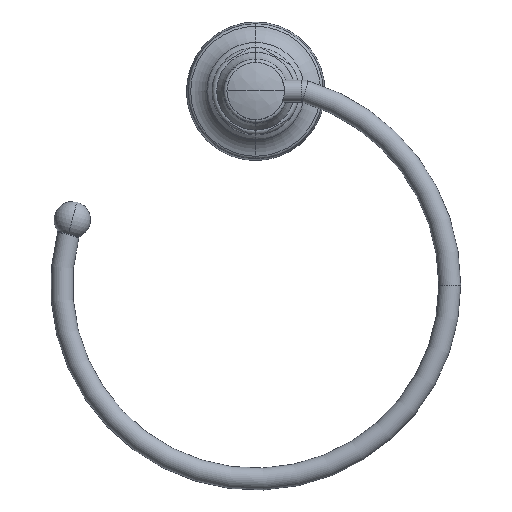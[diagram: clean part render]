
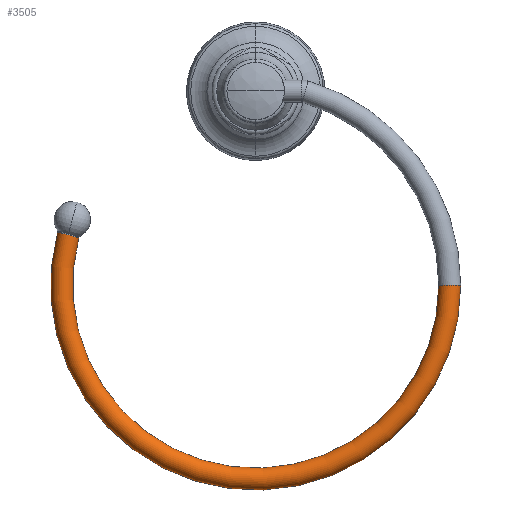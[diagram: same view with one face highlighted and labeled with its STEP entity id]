
A CAD part, top view. The second image highlights one B-rep face of the part: STEP entity #3505.
In plain terms, the highlighted toroidal (fillet/blend) face has major radius 84.138 mm and minor radius 4.763 mm.
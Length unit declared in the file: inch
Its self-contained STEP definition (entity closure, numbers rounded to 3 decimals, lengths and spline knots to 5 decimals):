
#3261=CARTESIAN_POINT('',(3.3125,-3.3125,2.531));
#3262=DIRECTION('',(0.,-1.,0.));
#3263=DIRECTION('',(1.,0.,0.));
#3264=AXIS2_PLACEMENT_3D('',#3261,#3262,#3263);
#3266=CARTESIAN_POINT('',(0.,-3.3125,2.531));
#3267=DIRECTION('',(0.,0.,-1.));
#3268=DIRECTION('',(1.,0.,0.));
#3269=AXIS2_PLACEMENT_3D('',#3266,#3267,#3268);
#3276=CARTESIAN_POINT('',(0.,-3.3125,2.531));
#3277=DIRECTION('',(0.,0.,-1.));
#3278=DIRECTION('',(1.,0.,0.));
#3279=AXIS2_PLACEMENT_3D('',#3276,#3277,#3278);
#3312=CARTESIAN_POINT('',(-3.19963,-2.45516,2.531));
#3313=DIRECTION('',(0.259,0.966,0.));
#3314=DIRECTION('',(-0.966,0.259,0.));
#3315=AXIS2_PLACEMENT_3D('',#3312,#3313,#3314);
#3343=CARTESIAN_POINT('',(3.125,-3.3125,2.531));
#3344=CARTESIAN_POINT('',(3.5,-3.3125,2.531));
#3345=VERTEX_POINT('',#3343);
#3346=VERTEX_POINT('',#3344);
#3347=CARTESIAN_POINT('',(-3.01852,-2.50369,2.531));
#3348=CARTESIAN_POINT('',(-3.38074,-2.40663,2.531));
#3349=VERTEX_POINT('',#3347);
#3350=VERTEX_POINT('',#3348);
#3491=CARTESIAN_POINT('',(0.,-3.3125,2.531));
#3492=DIRECTION('',(0.,0.,-1.));
#3493=DIRECTION('',(-1.,0.,0.));
#3494=AXIS2_PLACEMENT_3D('',#3491,#3492,#3493);
#3495=TOROIDAL_SURFACE('',#3494,3.3125,0.1875);
#3496=ORIENTED_EDGE('',*,*,#3485,.F.);
#3498=ORIENTED_EDGE('',*,*,#3497,.T.);
#3500=ORIENTED_EDGE('',*,*,#3499,.T.);
#3502=ORIENTED_EDGE('',*,*,#3501,.F.);
#3503=EDGE_LOOP('',(#3496,#3498,#3500,#3502));
#3504=FACE_OUTER_BOUND('',#3503,.F.);
#3505=ADVANCED_FACE('',(#3504),#3495,.T.);
#3265=CIRCLE('',#3264,0.1875);
#3270=CIRCLE('',#3269,3.5);
#3280=CIRCLE('',#3279,3.125);
#3316=CIRCLE('',#3315,0.1875);
#3485=EDGE_CURVE('',#3346,#3345,#3265,.T.);
#3497=EDGE_CURVE('',#3346,#3350,#3270,.T.);
#3499=EDGE_CURVE('',#3350,#3349,#3316,.T.);
#3501=EDGE_CURVE('',#3345,#3349,#3280,.T.);
